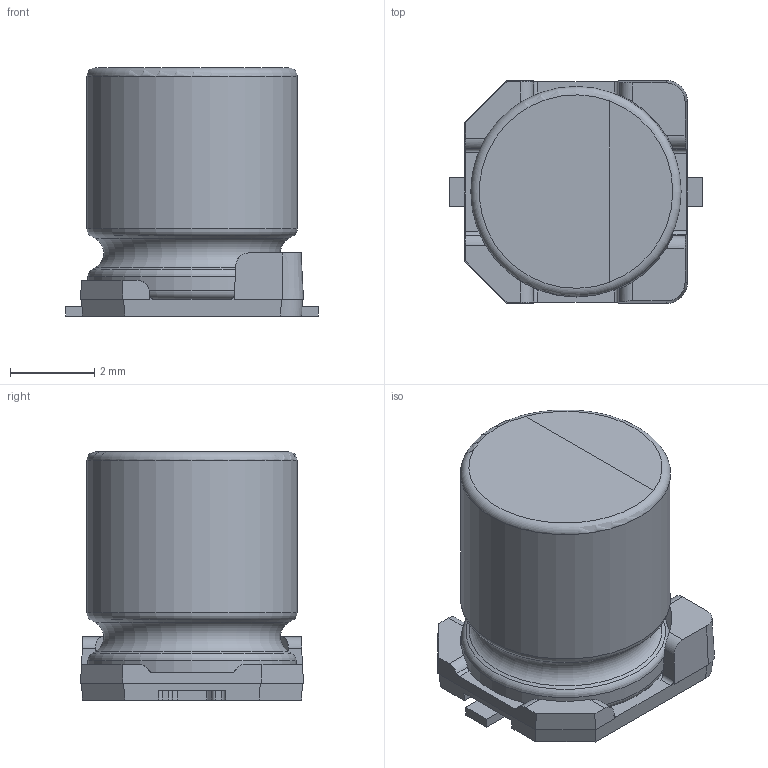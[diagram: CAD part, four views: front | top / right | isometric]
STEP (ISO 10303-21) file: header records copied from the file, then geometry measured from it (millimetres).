
FILE_DESCRIPTION(('FreeCAD Model'),'2;1');
FILE_NAME('Open CASCADE Shape Model','2025-02-27T20:57:46',(''),(''), 'Open CASCADE STEP processor 7.8','FreeCAD','Unknown');
FILE_SCHEMA(('AUTOMOTIVE_DESIGN { 1 0 10303 214 1 1 1 1 }'));
Length unit declared in the file: millimetre
Products named in the file (7): B012; B6; B007; B008; B009; B010; B011
Assembly tree (6 placements, depth 2):
  B012
    B6
    B007
    B008
    B009
    B010
    B011
Bounding box: 6 x 5.3 x 5.9 mm (x, y, z)
Surface area: 196.5 mm2 (no closed solid volume)
Topology: 0 solids, 6 shells, 101 faces, 292 edges, 198 vertices
Faces by surface type: plane 58, cylinder 32, cone 6, torus 5
Full cylindrical faces by diameter (mm): 4.95 x1, 5 x1
Entity records: 4275 total; most frequent: CARTESIAN_POINT 861, ORIENTED_EDGE 557, DIRECTION 515, EDGE_CURVE 292, VERTEX_POINT 198, LINE 183, VECTOR 183, AXIS2_PLACEMENT_3D 166
